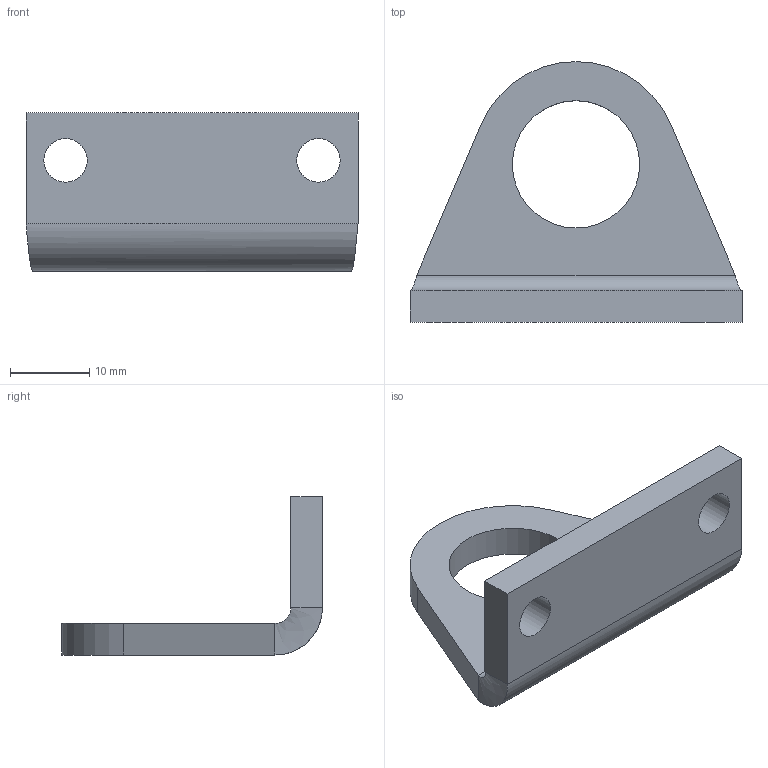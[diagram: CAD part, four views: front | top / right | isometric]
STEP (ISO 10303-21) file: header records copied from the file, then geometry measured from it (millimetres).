
FILE_DESCRIPTION((''),'2;1');
FILE_NAME('MPBI012.016.stp','2014-12-22T11:31:23',('carlo.corazza'),(''),'Autodesk Inventor 2012','Autodesk Inventor 2012','');
FILE_SCHEMA(('AUTOMOTIVE_DESIGN { 1 0 10303 214 1 1 1 1 }'));
Length unit declared in the file: millimetre
Products named in the file (1): MPBI012.016
Bounding box: 42 x 33 x 20 mm (x, y, z)
Volume: 5379.3 mm3; surface area: 3648.7 mm2
Topology: 1 solids, 1 shells, 17 faces, 39 edges, 24 vertices
Faces by surface type: plane 9, cylinder 6, bspline 2
Full cylindrical faces by diameter (mm): 5.5 x2, 16.1 x1
Entity records: 546 total; most frequent: CARTESIAN_POINT 156, DIRECTION 70, ORIENTED_EDGE 68, EDGE_CURVE 34, EDGE_LOOP 26, AXIS2_PLACEMENT_3D 24, VERTEX_POINT 22, VECTOR 22
